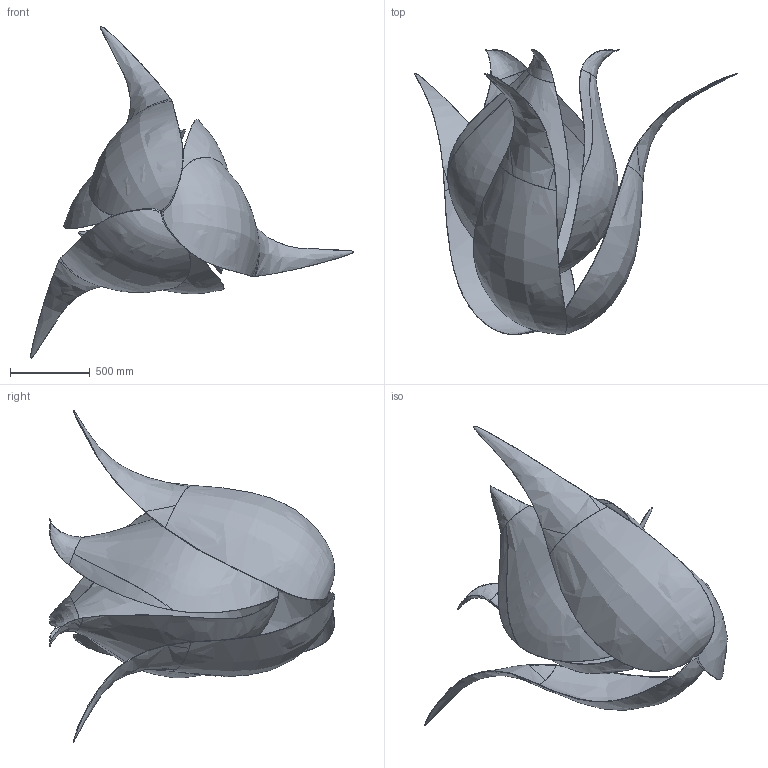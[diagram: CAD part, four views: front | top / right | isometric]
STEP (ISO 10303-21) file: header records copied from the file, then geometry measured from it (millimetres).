
FILE_DESCRIPTION (( 'STEP AP203' ), '1' );
FILE_NAME ('just_flowers.STEP', '2015-05-07T06:00:28', ( '' ), ( '' ), 'SwSTEP 2.0', 'SolidWorks 2015', '' );
FILE_SCHEMA (( 'CONFIG_CONTROL_DESIGN' ));
Length unit declared in the file: foot
Products named in the file (3): little_fireflower; just_flowers; big_fireflower
Assembly tree (6 placements, depth 2):
  just_flowers
    little_fireflower  x3
    big_fireflower  x3
Bounding box: 2020.53 x 1787.68 x 2080.65 mm (x, y, z)
Volume: 15751371 mm3; surface area: 12898953 mm2
Topology: 6 solids, 6 shells, 48 faces, 93 edges, 48 vertices
Faces by surface type: bspline 48
Entity records: 6079 total; most frequent: CARTESIAN_POINT 5451, ORIENTED_EDGE 56, PERSON_AND_ORGANIZATION 30, EDGE_CURVE 28, B_SPLINE_CURVE_WITH_KNOTS 28, CALENDAR_DATE 27, COORDINATED_UNIVERSAL_TIME_OFFSET 27, LOCAL_TIME 27
